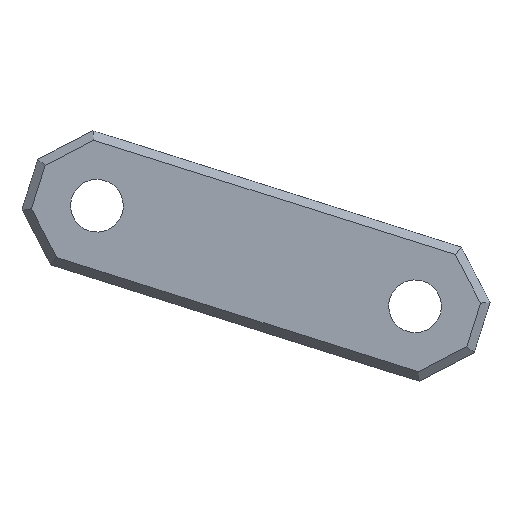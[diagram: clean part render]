
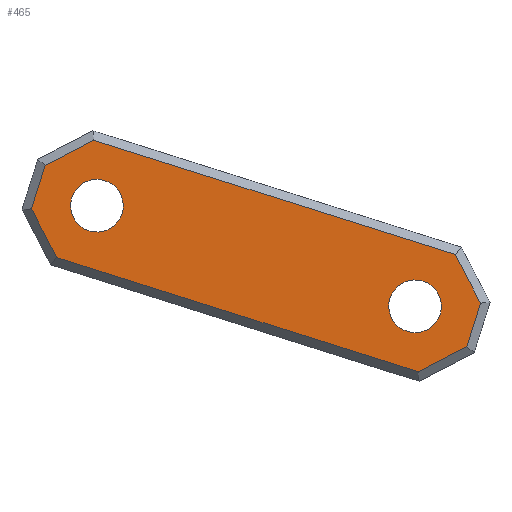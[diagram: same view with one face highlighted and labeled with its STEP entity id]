
A CAD part, left-side view. The second image highlights one B-rep face of the part: STEP entity #465.
In plain terms, the highlighted planar face has unit normal (-1, 0, 0).
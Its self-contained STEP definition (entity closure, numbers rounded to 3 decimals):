
#21=FACE_BOUND('',#70,.T.);
#22=FACE_BOUND('',#71,.T.);
#25=CIRCLE('',#509,3.);
#26=CIRCLE('',#510,3.);
#41=FACE_OUTER_BOUND('',#69,.T.);
#69=EDGE_LOOP('',(#351,#352,#353,#354,#355,#356,#357,#358));
#70=EDGE_LOOP('',(#359));
#71=EDGE_LOOP('',(#360));
#89=LINE('',#662,#147);
#93=LINE('',#670,#151);
#96=LINE('',#676,#154);
#99=LINE('',#682,#157);
#102=LINE('',#688,#160);
#106=LINE('',#696,#164);
#109=LINE('',#702,#167);
#112=LINE('',#706,#170);
#147=VECTOR('',#535,10.);
#151=VECTOR('',#541,10.);
#154=VECTOR('',#546,10.);
#157=VECTOR('',#551,10.);
#160=VECTOR('',#556,10.);
#164=VECTOR('',#562,10.);
#167=VECTOR('',#567,10.);
#170=VECTOR('',#572,10.);
#205=VERTEX_POINT('',#660);
#206=VERTEX_POINT('',#661);
#209=VERTEX_POINT('',#669);
#211=VERTEX_POINT('',#675);
#213=VERTEX_POINT('',#681);
#215=VERTEX_POINT('',#687);
#218=VERTEX_POINT('',#695);
#220=VERTEX_POINT('',#701);
#226=VERTEX_POINT('',#726);
#227=VERTEX_POINT('',#728);
#241=EDGE_CURVE('',#205,#206,#89,.T.);
#245=EDGE_CURVE('',#206,#209,#93,.T.);
#248=EDGE_CURVE('',#209,#211,#96,.T.);
#251=EDGE_CURVE('',#211,#213,#99,.T.);
#254=EDGE_CURVE('',#213,#215,#102,.T.);
#258=EDGE_CURVE('',#215,#218,#106,.T.);
#261=EDGE_CURVE('',#218,#220,#109,.T.);
#264=EDGE_CURVE('',#220,#205,#112,.T.);
#274=EDGE_CURVE('',#226,#226,#25,.T.);
#275=EDGE_CURVE('',#227,#227,#26,.T.);
#351=ORIENTED_EDGE('',*,*,#241,.F.);
#352=ORIENTED_EDGE('',*,*,#264,.F.);
#353=ORIENTED_EDGE('',*,*,#261,.F.);
#354=ORIENTED_EDGE('',*,*,#258,.F.);
#355=ORIENTED_EDGE('',*,*,#254,.F.);
#356=ORIENTED_EDGE('',*,*,#251,.F.);
#357=ORIENTED_EDGE('',*,*,#248,.F.);
#358=ORIENTED_EDGE('',*,*,#245,.F.);
#359=ORIENTED_EDGE('',*,*,#274,.F.);
#360=ORIENTED_EDGE('',*,*,#275,.F.);
#439=PLANE('',#508);
#465=ADVANCED_FACE('',(#41,#21,#22),#439,.F.);
#508=AXIS2_PLACEMENT_3D('',#725,#590,#591);
#509=AXIS2_PLACEMENT_3D('',#727,#592,#593);
#510=AXIS2_PLACEMENT_3D('',#729,#594,#595);
#535=DIRECTION('',(0.,-1.,0.));
#541=DIRECTION('',(0.,-0.707,-0.707));
#546=DIRECTION('',(0.,0.,-1.));
#551=DIRECTION('',(0.,0.707,-0.707));
#556=DIRECTION('',(0.,1.,0.));
#562=DIRECTION('',(0.,0.707,0.707));
#567=DIRECTION('',(0.,0.,1.));
#572=DIRECTION('',(0.,-0.707,0.707));
#590=DIRECTION('center_axis',(1.,0.,0.));
#591=DIRECTION('ref_axis',(0.,1.,0.));
#592=DIRECTION('center_axis',(-1.,0.,0.));
#593=DIRECTION('ref_axis',(0.,1.,0.));
#594=DIRECTION('center_axis',(-1.,0.,0.));
#595=DIRECTION('ref_axis',(0.,1.,0.));
#660=CARTESIAN_POINT('',(0.,26.586,30.));
#661=CARTESIAN_POINT('',(0.,-16.586,30.));
#662=CARTESIAN_POINT('',(0.,18.5,30.));
#669=CARTESIAN_POINT('',(0.,-21.,25.586));
#670=CARTESIAN_POINT('',(0.,-14.043,32.543));
#675=CARTESIAN_POINT('',(0.,-21.,20.414));
#676=CARTESIAN_POINT('',(0.,-21.,27.));
#681=CARTESIAN_POINT('',(0.,-16.586,16.));
#682=CARTESIAN_POINT('',(0.,-14.043,13.457));
#687=CARTESIAN_POINT('',(0.,26.586,16.));
#688=CARTESIAN_POINT('',(0.,-8.5,16.));
#695=CARTESIAN_POINT('',(0.,31.,20.414));
#696=CARTESIAN_POINT('',(0.,24.043,13.457));
#701=CARTESIAN_POINT('',(0.,31.,25.586));
#702=CARTESIAN_POINT('',(0.,31.,19.));
#706=CARTESIAN_POINT('',(0.,24.043,32.543));
#725=CARTESIAN_POINT('Origin',(0.,5.,23.));
#726=CARTESIAN_POINT('',(0.,21.,23.));
#727=CARTESIAN_POINT('Origin',(0.,24.,23.));
#728=CARTESIAN_POINT('',(0.,-17.,23.));
#729=CARTESIAN_POINT('Origin',(0.,-14.,23.));
